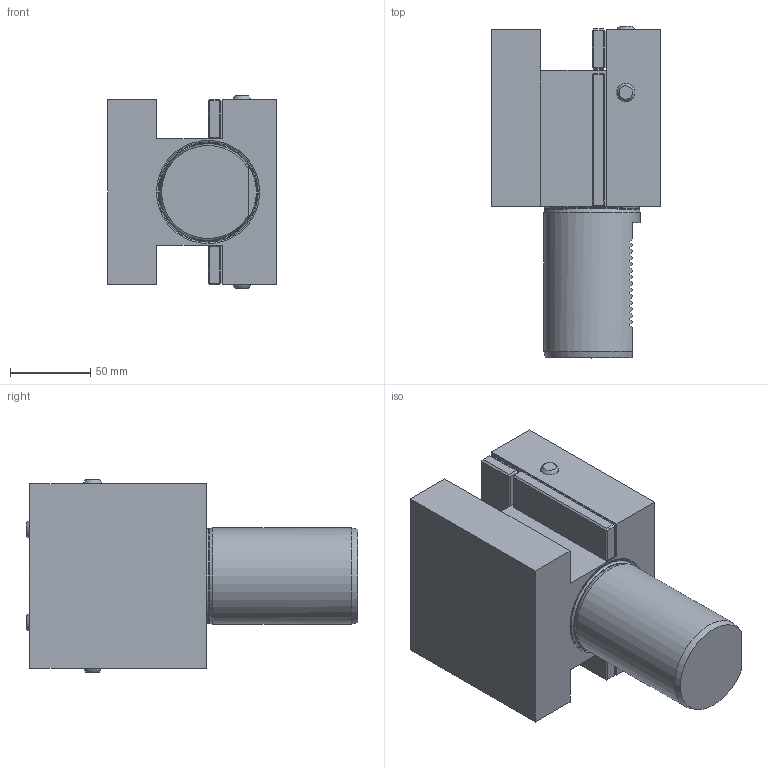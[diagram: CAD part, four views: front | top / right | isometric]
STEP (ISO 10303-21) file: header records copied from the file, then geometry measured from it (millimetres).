
FILE_DESCRIPTION (( 'STEP AP214' ), '1' );
FILE_NAME ('D160X32.STEP', '2025-07-30T08:27:37', ( '' ), ( '' ), 'SwSTEP 2.0', 'SolidWorks 2023', '' );
FILE_SCHEMA (( 'AUTOMOTIVE_DESIGN' ));
Length unit declared in the file: millimetre
Products named in the file (1): D160X32
Bounding box: 105 x 206.37 x 119.74 mm (x, y, z)
Volume: 1355430.2 mm3; surface area: 103676.1 mm2
Topology: 1 solids, 1 shells, 383 faces, 964 edges, 619 vertices
Faces by surface type: plane 282, bspline 50, cylinder 42, sphere 4, torus 3, cone 2
Full cylindrical faces by diameter (mm): 1.7 x1, 2.1 x1, 6.366 x1, 58.7 x1, 60 x1
Entity records: 16458 total; most frequent: CARTESIAN_POINT 5622, ORIENTED_EDGE 1906, DIRECTION 1505, EDGE_CURVE 953, LINE 697, VECTOR 697, VERTEX_POINT 617, EDGE_LOOP 432
